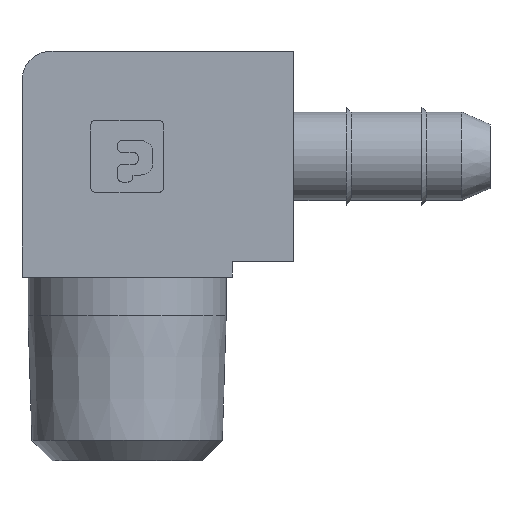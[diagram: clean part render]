
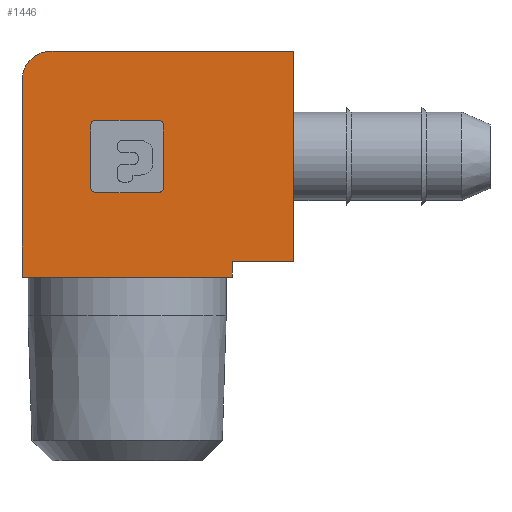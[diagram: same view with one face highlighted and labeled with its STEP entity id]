
A CAD part, front view. The second image highlights one B-rep face of the part: STEP entity #1446.
In plain terms, the highlighted planar face has unit normal (0, -1, 0).
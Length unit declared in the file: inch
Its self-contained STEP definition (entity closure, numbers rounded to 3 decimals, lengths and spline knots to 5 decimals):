
#24=FACE_BOUND('',#237,.T.);
#76=PLANE('',#1586);
#148=FACE_OUTER_BOUND('',#236,.T.);
#236=EDGE_LOOP('',(#1275,#1276,#1277,#1278,#1279,#1280,#1281));
#237=EDGE_LOOP('',(#1282,#1283,#1284,#1285,#1286,#1287,#1288,#1289));
#380=LINE('',#2379,#509);
#384=LINE('',#2388,#513);
#387=LINE('',#2396,#516);
#395=LINE('',#2414,#524);
#397=LINE('',#2425,#526);
#398=LINE('',#2427,#527);
#399=LINE('',#2429,#528);
#400=LINE('',#2431,#529);
#401=LINE('',#2433,#530);
#402=LINE('',#2434,#531);
#509=VECTOR('',#1918,0.13);
#513=VECTOR('',#1928,0.13);
#516=VECTOR('',#1937,0.13);
#524=VECTOR('',#1963,0.13);
#526=VECTOR('',#1977,0.4075);
#527=VECTOR('',#1978,0.435);
#528=VECTOR('',#1979,0.0325);
#529=VECTOR('',#1980,0.1275);
#530=VECTOR('',#1981,0.435);
#531=VECTOR('',#1982,0.5025);
#588=CIRCLE('',#1565,0.01);
#589=CIRCLE('',#1568,0.01);
#590=CIRCLE('',#1571,0.01);
#591=CIRCLE('',#1580,0.01);
#592=CIRCLE('',#1587,0.06);
#718=VERTEX_POINT('',#2372);
#719=VERTEX_POINT('',#2374);
#720=VERTEX_POINT('',#2378);
#721=VERTEX_POINT('',#2382);
#722=VERTEX_POINT('',#2384);
#723=VERTEX_POINT('',#2390);
#724=VERTEX_POINT('',#2392);
#725=VERTEX_POINT('',#2410);
#726=VERTEX_POINT('',#2421);
#727=VERTEX_POINT('',#2422);
#728=VERTEX_POINT('',#2424);
#729=VERTEX_POINT('',#2426);
#730=VERTEX_POINT('',#2428);
#731=VERTEX_POINT('',#2430);
#732=VERTEX_POINT('',#2432);
#898=EDGE_CURVE('',#718,#719,#588,.T.);
#900=EDGE_CURVE('',#720,#719,#380,.T.);
#903=EDGE_CURVE('',#721,#722,#589,.T.);
#905=EDGE_CURVE('',#718,#722,#384,.T.);
#907=EDGE_CURVE('',#723,#724,#590,.T.);
#909=EDGE_CURVE('',#721,#724,#387,.T.);
#916=EDGE_CURVE('',#720,#725,#591,.T.);
#918=EDGE_CURVE('',#723,#725,#395,.T.);
#920=EDGE_CURVE('',#726,#727,#592,.T.);
#921=EDGE_CURVE('',#726,#728,#397,.T.);
#922=EDGE_CURVE('',#728,#729,#398,.T.);
#923=EDGE_CURVE('',#730,#729,#399,.T.);
#924=EDGE_CURVE('',#730,#731,#400,.T.);
#925=EDGE_CURVE('',#731,#732,#401,.T.);
#926=EDGE_CURVE('',#727,#732,#402,.T.);
#1275=ORIENTED_EDGE('',*,*,#920,.F.);
#1276=ORIENTED_EDGE('',*,*,#921,.T.);
#1277=ORIENTED_EDGE('',*,*,#922,.T.);
#1278=ORIENTED_EDGE('',*,*,#923,.F.);
#1279=ORIENTED_EDGE('',*,*,#924,.T.);
#1280=ORIENTED_EDGE('',*,*,#925,.T.);
#1281=ORIENTED_EDGE('',*,*,#926,.F.);
#1282=ORIENTED_EDGE('',*,*,#909,.T.);
#1283=ORIENTED_EDGE('',*,*,#907,.F.);
#1284=ORIENTED_EDGE('',*,*,#918,.T.);
#1285=ORIENTED_EDGE('',*,*,#916,.F.);
#1286=ORIENTED_EDGE('',*,*,#900,.T.);
#1287=ORIENTED_EDGE('',*,*,#898,.F.);
#1288=ORIENTED_EDGE('',*,*,#905,.T.);
#1289=ORIENTED_EDGE('',*,*,#903,.F.);
#1446=ADVANCED_FACE('',(#148,#24),#76,.T.);
#1565=AXIS2_PLACEMENT_3D('',#2375,#1913,#1914);
#1568=AXIS2_PLACEMENT_3D('',#2385,#1923,#1924);
#1571=AXIS2_PLACEMENT_3D('',#2393,#1932,#1933);
#1580=AXIS2_PLACEMENT_3D('',#2411,#1958,#1959);
#1586=AXIS2_PLACEMENT_3D('',#2420,#1973,#1974);
#1587=AXIS2_PLACEMENT_3D('',#2423,#1975,#1976);
#1913=DIRECTION('center_axis',(0.,-1.,0.));
#1914=DIRECTION('ref_axis',(0.707,0.,0.707));
#1918=DIRECTION('',(1.,0.,0.));
#1923=DIRECTION('center_axis',(0.,-1.,0.));
#1924=DIRECTION('ref_axis',(0.707,0.,-0.707));
#1928=DIRECTION('',(0.,0.,-1.));
#1932=DIRECTION('center_axis',(0.,-1.,0.));
#1933=DIRECTION('ref_axis',(-0.707,0.,-0.707));
#1937=DIRECTION('',(-1.,0.,0.));
#1958=DIRECTION('center_axis',(0.,-1.,0.));
#1959=DIRECTION('ref_axis',(-0.707,0.,0.707));
#1963=DIRECTION('',(0.,0.,1.));
#1973=DIRECTION('center_axis',(0.,-1.,0.));
#1974=DIRECTION('ref_axis',(0.,0.,-1.));
#1975=DIRECTION('center_axis',(0.,1.,0.));
#1976=DIRECTION('ref_axis',(-0.707,0.,0.707));
#1977=DIRECTION('',(0.,0.,-1.));
#1978=DIRECTION('',(1.,0.,0.));
#1979=DIRECTION('',(0.,0.,-1.));
#1980=DIRECTION('',(1.,0.,0.));
#1981=DIRECTION('',(0.,0.,1.));
#1982=DIRECTION('',(1.,0.,0.));
#2372=CARTESIAN_POINT('',(0.075,-0.2175,0.065));
#2374=CARTESIAN_POINT('',(0.065,-0.2175,0.075));
#2375=CARTESIAN_POINT('Origin',(0.065,-0.2175,0.065));
#2378=CARTESIAN_POINT('',(-0.065,-0.2175,0.075));
#2379=CARTESIAN_POINT('',(0.0375,-0.2175,0.075));
#2382=CARTESIAN_POINT('',(0.065,-0.2175,-0.075));
#2384=CARTESIAN_POINT('',(0.075,-0.2175,-0.065));
#2385=CARTESIAN_POINT('Origin',(0.065,-0.2175,-0.065));
#2388=CARTESIAN_POINT('',(0.075,-0.2175,-0.14625));
#2390=CARTESIAN_POINT('',(-0.075,-0.2175,-0.065));
#2392=CARTESIAN_POINT('',(-0.065,-0.2175,-0.075));
#2393=CARTESIAN_POINT('Origin',(-0.065,-0.2175,-0.065));
#2396=CARTESIAN_POINT('',(-0.0375,-0.2175,-0.075));
#2410=CARTESIAN_POINT('',(-0.075,-0.2175,0.065));
#2411=CARTESIAN_POINT('Origin',(-0.065,-0.2175,0.065));
#2414=CARTESIAN_POINT('',(-0.075,-0.2175,-0.1047));
#2420=CARTESIAN_POINT('Origin',(0.,-0.2175,-0.2175));
#2421=CARTESIAN_POINT('',(-0.2175,-0.2175,0.1575));
#2422=CARTESIAN_POINT('',(-0.1575,-0.2175,0.2175));
#2423=CARTESIAN_POINT('Origin',(-0.1575,-0.2175,0.1575));
#2424=CARTESIAN_POINT('',(-0.2175,-0.2175,-0.25));
#2425=CARTESIAN_POINT('',(-0.2175,-0.2175,0.2175));
#2426=CARTESIAN_POINT('',(0.2175,-0.2175,-0.25));
#2427=CARTESIAN_POINT('',(-0.10875,-0.2175,-0.25));
#2428=CARTESIAN_POINT('',(0.2175,-0.2175,-0.2175));
#2429=CARTESIAN_POINT('',(0.2175,-0.2175,0.2175));
#2430=CARTESIAN_POINT('',(0.345,-0.2175,-0.2175));
#2431=CARTESIAN_POINT('',(0.2175,-0.2175,-0.2175));
#2432=CARTESIAN_POINT('',(0.345,-0.2175,0.2175));
#2433=CARTESIAN_POINT('',(0.345,-0.2175,-0.2175));
#2434=CARTESIAN_POINT('',(0.,-0.2175,0.2175));
